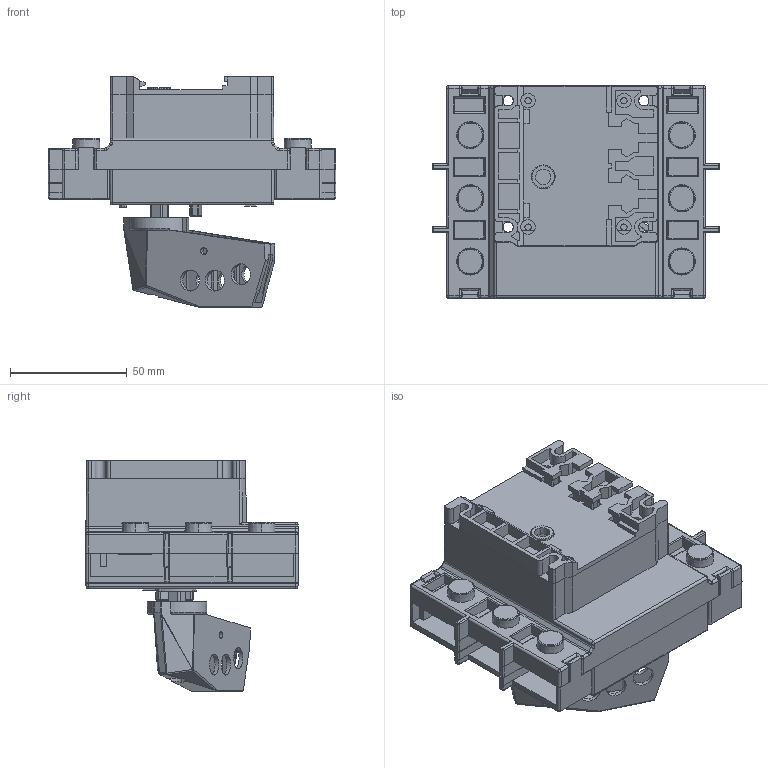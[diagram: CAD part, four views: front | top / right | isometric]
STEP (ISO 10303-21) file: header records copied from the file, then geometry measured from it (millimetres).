
FILE_DESCRIPTION((''),'2;1');
FILE_NAME('HGL-100-3_8_1_ASM','2025-08-01T14:38:16',('Administrator'),(''),'CREO PARAMETRIC BY PTC INC, 2021023','CREO PARAMETRIC BY PTC INC, 2021023','');
FILE_SCHEMA(('CONFIG_CONTROL_DESIGN'));
Length unit declared in the file: millimetre
Products named in the file (29): ADMI43CCC2BDOHXS_1_2_3_4_1_1_AF0; ADMI43CCC2BDOHXS_1_2_3_4_2_1_AF0; ADMI43CCC2BDOHXS_1_2_3_4_15_1_AF0; ADMI43CCC2BDOHXS_1_2_3_4_16_1; ADMI43CCC2BDOHXS_1_2_3_4_17_1; ADMI43CCC2BDOHXS_1_2_3_4_18_1_AF0; ADMI43CCC2BDOHXS_1_2_3_4_ASM_1_AF0_ASM; 0001_1_AF0; 0002_1; 0002_1_AF0; PRT0043_1_AF0; PRT0044_1; PRT0045_1_AF0; 00_1-76297_AF0; 00_1-85662; ADMI43CCC2BDOHX0_ASM_1_ASM_1_1_; 1_3_1_1_1_1_AF0; 1_3_2_1_1_1_AF0; 1_3_ASM_1_1_ASM_1_AF0_ASM; TANHUANG55_1_1_1_1_AF0; TANHUANGZHICHI4_1_1_1_1_AF0; TANHUANGZHAUNGPEI_ASM_2_ASM_1_1_AF0_ASM; ZHAUNZHOUZHICHI_1_1_1_1_AF0; SHOUBING3_11_ASM_1_1_1; GL-63-4_ASM_1_ASM_1_1_ASM_1_AF0_ASM; HGL-63-4_ASM_1_1_ASM_1_AF0_ASM; JIGOU2_ASM_1_AF0_ASM; HGL-100-3_ASM_1_AF0_ASM; HGL-100-3_8_1_ASM
Assembly tree (28 placements, depth 8):
  HGL-100-3_8_1_ASM
    HGL-100-3_ASM_1_AF0_ASM
      ADMI43CCC2BDOHXS_1_2_3_4_ASM_1_AF0_ASM
        ADMI43CCC2BDOHXS_1_2_3_4_1_1_AF0
        ADMI43CCC2BDOHXS_1_2_3_4_2_1_AF0
        ADMI43CCC2BDOHXS_1_2_3_4_15_1_AF0
        ADMI43CCC2BDOHXS_1_2_3_4_16_1
        ADMI43CCC2BDOHXS_1_2_3_4_17_1
        ADMI43CCC2BDOHXS_1_2_3_4_18_1_AF0
      0001_1_AF0
      0002_1
      0002_1_AF0
      PRT0043_1_AF0
      PRT0044_1
      PRT0045_1_AF0
      00_1-76297_AF0
      00_1-85662
      JIGOU2_ASM_1_AF0_ASM
        HGL-63-4_ASM_1_1_ASM_1_AF0_ASM
          GL-63-4_ASM_1_ASM_1_1_ASM_1_AF0_ASM
            ADMI43CCC2BDOHX0_ASM_1_ASM_1_1_
            TANHUANGZHAUNGPEI_ASM_2_ASM_1_1_AF0_ASM
              1_3_ASM_1_1_ASM_1_AF0_ASM
                1_3_1_1_1_1_AF0
                1_3_2_1_1_1_AF0
              TANHUANG55_1_1_1_1_AF0
              TANHUANGZHICHI4_1_1_1_1_AF0
            ZHAUNZHOUZHICHI_1_1_1_1_AF0
            SHOUBING3_11_ASM_1_1_1
Bounding box: 123 x 90.87 x 98.5 mm (x, y, z)
Volume: 131240.8 mm3; surface area: 122836.1 mm2
Topology: 15 solids, 15 shells, 1833 faces, 5102 edges, 3308 vertices
Faces by surface type: plane 1201, cylinder 464, torus 64, bspline 40, sphere 38, cone 26
Entity records: 60278 total; most frequent: CARTESIAN_POINT 12710, ORIENTED_EDGE 10136, DIRECTION 9383, EDGE_CURVE 5068, VECTOR 3745, LINE 3745, VERTEX_POINT 3308, AXIS2_PLACEMENT_3D 2819
